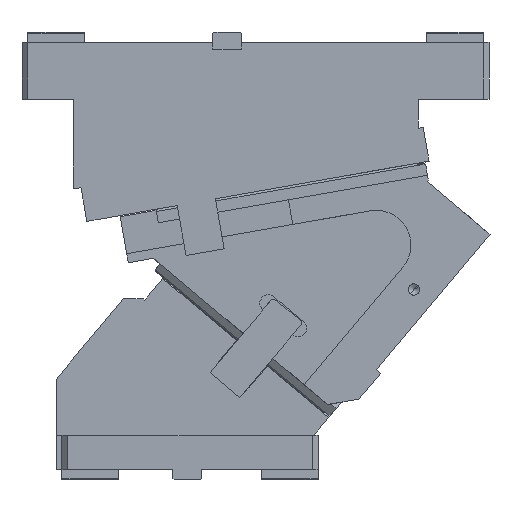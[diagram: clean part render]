
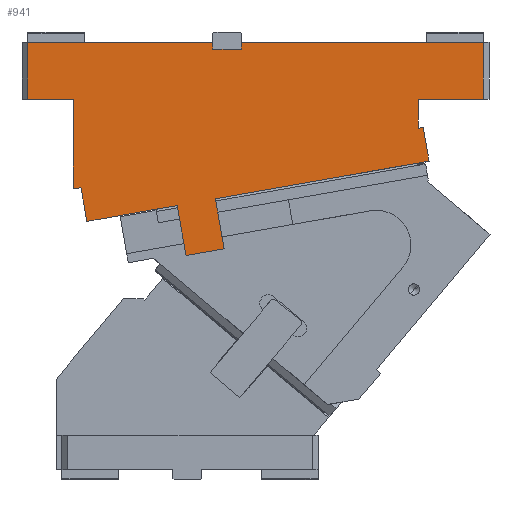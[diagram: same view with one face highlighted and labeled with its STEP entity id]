
A CAD part, front view. The second image highlights one B-rep face of the part: STEP entity #941.
In plain terms, the highlighted planar face has unit normal (0, -1, 0).
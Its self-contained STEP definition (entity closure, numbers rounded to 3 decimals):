
#387=CARTESIAN_POINT('Vertex',(5.,-175.,0.)) ;
#390=CARTESIAN_POINT('Line Origine',(86.25,-175.,0.)) ;
#394=CARTESIAN_POINT('Vertex',(167.5,-175.,0.)) ;
#726=CARTESIAN_POINT('Line Origine',(167.5,-175.,-3.)) ;
#730=CARTESIAN_POINT('Vertex',(167.5,-175.,-6.)) ;
#754=CARTESIAN_POINT('Vertex',(192.5,-175.,-6.)) ;
#757=CARTESIAN_POINT('Line Origine',(180.,-175.,-6.)) ;
#773=CARTESIAN_POINT('Vertex',(192.5,-175.,0.)) ;
#776=CARTESIAN_POINT('Line Origine',(192.5,-175.,-3.)) ;
#788=CARTESIAN_POINT('Axis2P3D Location',(0.,-175.,0.)) ;
#793=CARTESIAN_POINT('Line Origine',(5.,-175.,-25.)) ;
#797=CARTESIAN_POINT('Vertex',(5.,-175.,-50.)) ;
#800=CARTESIAN_POINT('Line Origine',(25.,-175.,-50.)) ;
#804=CARTESIAN_POINT('Vertex',(45.,-175.,-50.)) ;
#807=CARTESIAN_POINT('Line Origine',(45.,-175.,-89.)) ;
#811=CARTESIAN_POINT('Vertex',(45.,-175.,-128.)) ;
#814=CARTESIAN_POINT('Line Origine',(47.254,-175.,-128.)) ;
#818=CARTESIAN_POINT('Vertex',(49.508,-175.,-128.)) ;
#821=CARTESIAN_POINT('Line Origine',(50.622,-175.,-127.804)) ;
#825=CARTESIAN_POINT('Vertex',(51.736,-175.,-127.607)) ;
#828=CARTESIAN_POINT('Line Origine',(54.341,-175.,-142.379)) ;
#832=CARTESIAN_POINT('Vertex',(56.946,-175.,-157.151)) ;
#835=CARTESIAN_POINT('Line Origine',(80.581,-175.,-152.984)) ;
#839=CARTESIAN_POINT('Vertex',(104.217,-175.,-148.816)) ;
#842=CARTESIAN_POINT('Line Origine',(120.22,-175.,-145.994)) ;
#846=CARTESIAN_POINT('Vertex',(136.223,-175.,-143.173)) ;
#849=CARTESIAN_POINT('Line Origine',(140.087,-175.,-165.085)) ;
#853=CARTESIAN_POINT('Vertex',(143.95,-175.,-186.997)) ;
#856=CARTESIAN_POINT('Line Origine',(160.692,-175.,-184.045)) ;
#860=CARTESIAN_POINT('Vertex',(177.434,-175.,-181.093)) ;
#863=CARTESIAN_POINT('Line Origine',(173.57,-175.,-159.181)) ;
#867=CARTESIAN_POINT('Vertex',(169.706,-175.,-137.269)) ;
#870=CARTESIAN_POINT('Line Origine',(263.509,-175.,-120.729)) ;
#874=CARTESIAN_POINT('Vertex',(357.312,-175.,-104.189)) ;
#877=CARTESIAN_POINT('Line Origine',(354.708,-175.,-89.416)) ;
#881=CARTESIAN_POINT('Vertex',(352.103,-175.,-74.644)) ;
#884=CARTESIAN_POINT('Line Origine',(350.051,-175.,-75.006)) ;
#888=CARTESIAN_POINT('Vertex',(348.,-175.,-75.368)) ;
#891=CARTESIAN_POINT('Line Origine',(348.,-175.,-62.684)) ;
#895=CARTESIAN_POINT('Vertex',(348.,-175.,-50.)) ;
#898=CARTESIAN_POINT('Line Origine',(376.5,-175.,-50.)) ;
#902=CARTESIAN_POINT('Vertex',(405.,-175.,-50.)) ;
#905=CARTESIAN_POINT('Line Origine',(405.,-175.,-25.)) ;
#909=CARTESIAN_POINT('Vertex',(405.,-175.,0.)) ;
#912=CARTESIAN_POINT('Line Origine',(298.75,-175.,0.)) ;
#391=DIRECTION('Vector Direction',(1.,0.,0.)) ;
#727=DIRECTION('Vector Direction',(0.,0.,1.)) ;
#758=DIRECTION('Vector Direction',(1.,0.,0.)) ;
#777=DIRECTION('Vector Direction',(0.,0.,-1.)) ;
#789=DIRECTION('Axis2P3D Direction',(0.,1.,0.)) ;
#790=DIRECTION('Axis2P3D XDirection',(0.,0.,1.)) ;
#794=DIRECTION('Vector Direction',(0.,0.,-1.)) ;
#801=DIRECTION('Vector Direction',(1.,0.,0.)) ;
#808=DIRECTION('Vector Direction',(0.,0.,-1.)) ;
#815=DIRECTION('Vector Direction',(-1.,0.,0.)) ;
#822=DIRECTION('Vector Direction',(-0.985,0.,-0.174)) ;
#829=DIRECTION('Vector Direction',(0.174,0.,-0.985)) ;
#836=DIRECTION('Vector Direction',(0.985,0.,0.174)) ;
#843=DIRECTION('Vector Direction',(-0.985,0.,-0.174)) ;
#850=DIRECTION('Vector Direction',(-0.174,0.,0.985)) ;
#857=DIRECTION('Vector Direction',(0.985,0.,0.174)) ;
#864=DIRECTION('Vector Direction',(-0.174,0.,0.985)) ;
#871=DIRECTION('Vector Direction',(-0.985,0.,-0.174)) ;
#878=DIRECTION('Vector Direction',(0.174,0.,-0.985)) ;
#885=DIRECTION('Vector Direction',(0.985,0.,0.174)) ;
#892=DIRECTION('Vector Direction',(0.,0.,-1.)) ;
#899=DIRECTION('Vector Direction',(-1.,0.,0.)) ;
#906=DIRECTION('Vector Direction',(0.,0.,1.)) ;
#913=DIRECTION('Vector Direction',(1.,0.,0.)) ;
#791=AXIS2_PLACEMENT_3D('Plane Axis2P3D',#788,#789,#790) ;
#918=ORIENTED_EDGE('',*,*,#761,.F.) ;
#919=ORIENTED_EDGE('',*,*,#732,.T.) ;
#920=ORIENTED_EDGE('',*,*,#396,.F.) ;
#921=ORIENTED_EDGE('',*,*,#799,.T.) ;
#922=ORIENTED_EDGE('',*,*,#806,.T.) ;
#923=ORIENTED_EDGE('',*,*,#813,.T.) ;
#924=ORIENTED_EDGE('',*,*,#820,.F.) ;
#925=ORIENTED_EDGE('',*,*,#827,.F.) ;
#926=ORIENTED_EDGE('',*,*,#834,.T.) ;
#927=ORIENTED_EDGE('',*,*,#841,.T.) ;
#928=ORIENTED_EDGE('',*,*,#848,.T.) ;
#929=ORIENTED_EDGE('',*,*,#855,.F.) ;
#930=ORIENTED_EDGE('',*,*,#862,.T.) ;
#931=ORIENTED_EDGE('',*,*,#869,.T.) ;
#932=ORIENTED_EDGE('',*,*,#876,.T.) ;
#933=ORIENTED_EDGE('',*,*,#883,.T.) ;
#934=ORIENTED_EDGE('',*,*,#890,.T.) ;
#935=ORIENTED_EDGE('',*,*,#897,.F.) ;
#936=ORIENTED_EDGE('',*,*,#904,.F.) ;
#937=ORIENTED_EDGE('',*,*,#911,.T.) ;
#938=ORIENTED_EDGE('',*,*,#916,.F.) ;
#939=ORIENTED_EDGE('',*,*,#780,.T.) ;
#392=VECTOR('Line Direction',#391,1.) ;
#728=VECTOR('Line Direction',#727,1.) ;
#759=VECTOR('Line Direction',#758,1.) ;
#778=VECTOR('Line Direction',#777,1.) ;
#795=VECTOR('Line Direction',#794,1.) ;
#802=VECTOR('Line Direction',#801,1.) ;
#809=VECTOR('Line Direction',#808,1.) ;
#816=VECTOR('Line Direction',#815,1.) ;
#823=VECTOR('Line Direction',#822,1.) ;
#830=VECTOR('Line Direction',#829,1.) ;
#837=VECTOR('Line Direction',#836,1.) ;
#844=VECTOR('Line Direction',#843,1.) ;
#851=VECTOR('Line Direction',#850,1.) ;
#858=VECTOR('Line Direction',#857,1.) ;
#865=VECTOR('Line Direction',#864,1.) ;
#872=VECTOR('Line Direction',#871,1.) ;
#879=VECTOR('Line Direction',#878,1.) ;
#886=VECTOR('Line Direction',#885,1.) ;
#893=VECTOR('Line Direction',#892,1.) ;
#900=VECTOR('Line Direction',#899,1.) ;
#907=VECTOR('Line Direction',#906,1.) ;
#914=VECTOR('Line Direction',#913,1.) ;
#941=ADVANCED_FACE('CAM HOLDER',(#940),#792,.F.) ;
#396=EDGE_CURVE('',#388,#395,#393,.T.) ;
#732=EDGE_CURVE('',#731,#395,#729,.T.) ;
#761=EDGE_CURVE('',#731,#755,#760,.T.) ;
#780=EDGE_CURVE('',#774,#755,#779,.T.) ;
#799=EDGE_CURVE('',#388,#798,#796,.T.) ;
#806=EDGE_CURVE('',#798,#805,#803,.T.) ;
#813=EDGE_CURVE('',#805,#812,#810,.T.) ;
#820=EDGE_CURVE('',#819,#812,#817,.T.) ;
#827=EDGE_CURVE('',#826,#819,#824,.T.) ;
#834=EDGE_CURVE('',#826,#833,#831,.T.) ;
#841=EDGE_CURVE('',#833,#840,#838,.T.) ;
#848=EDGE_CURVE('',#840,#847,#845,.F.) ;
#855=EDGE_CURVE('',#854,#847,#852,.T.) ;
#862=EDGE_CURVE('',#854,#861,#859,.T.) ;
#869=EDGE_CURVE('',#861,#868,#866,.T.) ;
#876=EDGE_CURVE('',#868,#875,#873,.F.) ;
#883=EDGE_CURVE('',#875,#882,#880,.F.) ;
#890=EDGE_CURVE('',#882,#889,#887,.F.) ;
#897=EDGE_CURVE('',#896,#889,#894,.T.) ;
#904=EDGE_CURVE('',#903,#896,#901,.T.) ;
#911=EDGE_CURVE('',#903,#910,#908,.T.) ;
#916=EDGE_CURVE('',#774,#910,#915,.T.) ;
#917=EDGE_LOOP('',(#918,#919,#920,#921,#922,#923,#924,#925,#926,#927,#928,#929,#930,#931,#932,#933,#934,#935,#936,#937,#938,#939)) ;
#940=FACE_OUTER_BOUND('',#917,.T.) ;
#393=LINE('Line',#390,#392) ;
#729=LINE('Line',#726,#728) ;
#760=LINE('Line',#757,#759) ;
#779=LINE('Line',#776,#778) ;
#796=LINE('Line',#793,#795) ;
#803=LINE('Line',#800,#802) ;
#810=LINE('Line',#807,#809) ;
#817=LINE('Line',#814,#816) ;
#824=LINE('Line',#821,#823) ;
#831=LINE('Line',#828,#830) ;
#838=LINE('Line',#835,#837) ;
#845=LINE('Line',#842,#844) ;
#852=LINE('Line',#849,#851) ;
#859=LINE('Line',#856,#858) ;
#866=LINE('Line',#863,#865) ;
#873=LINE('Line',#870,#872) ;
#880=LINE('Line',#877,#879) ;
#887=LINE('Line',#884,#886) ;
#894=LINE('Line',#891,#893) ;
#901=LINE('Line',#898,#900) ;
#908=LINE('Line',#905,#907) ;
#915=LINE('Line',#912,#914) ;
#792=PLANE('Plane',#791) ;
#388=VERTEX_POINT('',#387) ;
#395=VERTEX_POINT('',#394) ;
#731=VERTEX_POINT('',#730) ;
#755=VERTEX_POINT('',#754) ;
#774=VERTEX_POINT('',#773) ;
#798=VERTEX_POINT('',#797) ;
#805=VERTEX_POINT('',#804) ;
#812=VERTEX_POINT('',#811) ;
#819=VERTEX_POINT('',#818) ;
#826=VERTEX_POINT('',#825) ;
#833=VERTEX_POINT('',#832) ;
#840=VERTEX_POINT('',#839) ;
#847=VERTEX_POINT('',#846) ;
#854=VERTEX_POINT('',#853) ;
#861=VERTEX_POINT('',#860) ;
#868=VERTEX_POINT('',#867) ;
#875=VERTEX_POINT('',#874) ;
#882=VERTEX_POINT('',#881) ;
#889=VERTEX_POINT('',#888) ;
#896=VERTEX_POINT('',#895) ;
#903=VERTEX_POINT('',#902) ;
#910=VERTEX_POINT('',#909) ;
